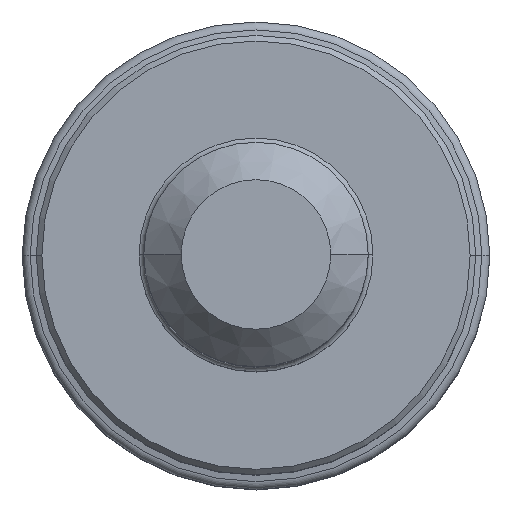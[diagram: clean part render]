
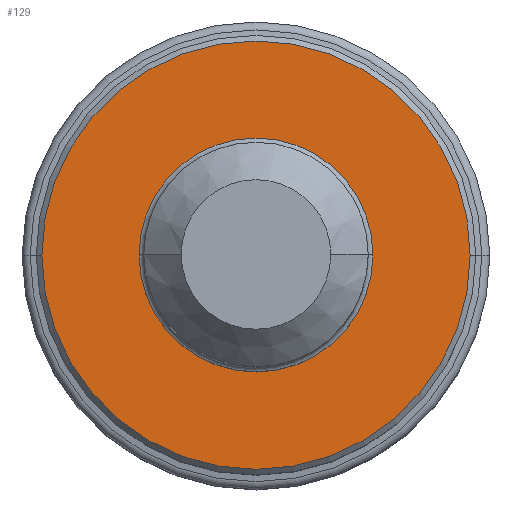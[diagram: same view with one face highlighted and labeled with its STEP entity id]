
A CAD part, top view. The second image highlights one B-rep face of the part: STEP entity #129.
In plain terms, the highlighted planar face has unit normal (0, 0, 1).
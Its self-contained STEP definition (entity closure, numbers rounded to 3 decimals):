
#43=PLANE('',#1218);
#48=FACE_BOUND('',#276,.T.);
#49=FACE_BOUND('',#277,.T.);
#129=ADVANCED_FACE('',(#48,#49),#43,.F.);
#276=EDGE_LOOP('',(#430,#431));
#277=EDGE_LOOP('',(#432,#433));
#430=ORIENTED_EDGE('',*,*,#718,.T.);
#431=ORIENTED_EDGE('',*,*,#719,.T.);
#432=ORIENTED_EDGE('',*,*,#720,.T.);
#433=ORIENTED_EDGE('',*,*,#721,.T.);
#620=VERTEX_POINT('',#1911);
#621=VERTEX_POINT('',#1912);
#622=VERTEX_POINT('',#1915);
#623=VERTEX_POINT('',#1916);
#718=EDGE_CURVE('',#620,#621,#858,.T.);
#719=EDGE_CURVE('',#621,#620,#859,.T.);
#720=EDGE_CURVE('',#622,#623,#860,.T.);
#721=EDGE_CURVE('',#623,#622,#861,.T.);
#858=CIRCLE('',#1214,11.45);
#859=CIRCLE('',#1215,11.45);
#860=CIRCLE('',#1216,6.15);
#861=CIRCLE('',#1217,6.15);
#1214=AXIS2_PLACEMENT_3D('',#1910,#1511,#1512);
#1215=AXIS2_PLACEMENT_3D('',#1913,#1513,#1514);
#1216=AXIS2_PLACEMENT_3D('',#1914,#1515,#1516);
#1217=AXIS2_PLACEMENT_3D('',#1917,#1517,#1518);
#1218=AXIS2_PLACEMENT_3D('',#1918,#1519,#1520);
#1511=DIRECTION('',(0.,0.,1.));
#1512=DIRECTION('',(-1.,0.,0.));
#1513=DIRECTION('',(0.,0.,1.));
#1514=DIRECTION('',(1.,0.,0.));
#1515=DIRECTION('',(0.,0.,-1.));
#1516=DIRECTION('',(1.,0.,0.));
#1517=DIRECTION('',(0.,0.,-1.));
#1518=DIRECTION('',(-1.,0.,0.));
#1519=DIRECTION('',(0.,0.,-1.));
#1520=DIRECTION('',(1.,0.,0.));
#1910=CARTESIAN_POINT('',(0.,0.,0.));
#1911=CARTESIAN_POINT('',(-11.45,0.,0.));
#1912=CARTESIAN_POINT('',(11.45,0.,0.));
#1913=CARTESIAN_POINT('',(0.,0.,0.));
#1914=CARTESIAN_POINT('',(0.,0.,0.));
#1915=CARTESIAN_POINT('',(6.15,0.,0.));
#1916=CARTESIAN_POINT('',(-6.15,0.,0.));
#1917=CARTESIAN_POINT('',(0.,0.,0.));
#1918=CARTESIAN_POINT('',(0.,0.,0.));
